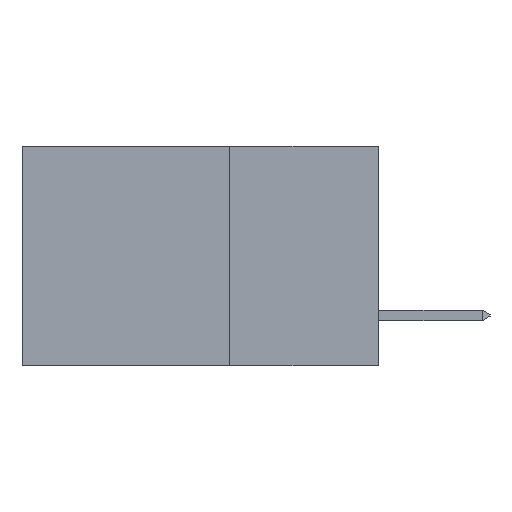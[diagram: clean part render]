
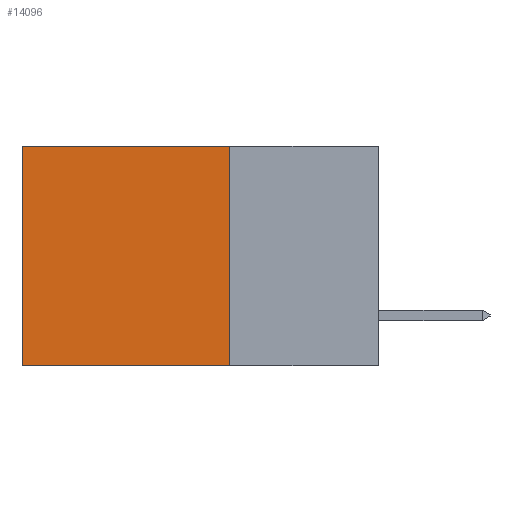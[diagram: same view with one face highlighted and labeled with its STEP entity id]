
A CAD part, left-side view. The second image highlights one B-rep face of the part: STEP entity #14096.
In plain terms, the highlighted planar face has unit normal (-1, 0, 0).
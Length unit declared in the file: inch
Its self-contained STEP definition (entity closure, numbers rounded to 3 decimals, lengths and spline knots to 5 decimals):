
#11 = VECTOR ( 'NONE', #10470, 39.37008 ) ;
#955 = VECTOR ( 'NONE', #7339, 39.37008 ) ;
#968 = ORIENTED_EDGE ( 'NONE', *, *, #14113, .F. ) ;
#1450 = EDGE_CURVE ( 'NONE', #14087, #2193, #4291, .T. ) ;
#1974 = CARTESIAN_POINT ( 'NONE',  ( 0.298, 0.25, 0. ) ) ;
#2193 = VERTEX_POINT ( 'NONE', #15729 ) ;
#2523 = CARTESIAN_POINT ( 'NONE',  ( 0.298, 0.25, 0. ) ) ;
#2971 = CARTESIAN_POINT ( 'NONE',  ( 0.298, 0.25, 0. ) ) ;
#2998 = DIRECTION ( 'NONE',  ( 0., 0., -1. ) ) ;
#3040 = CARTESIAN_POINT ( 'NONE',  ( 0.298, 0.25, -0.37 ) ) ;
#3437 = VECTOR ( 'NONE', #2998, 39.37008 ) ;
#3772 = EDGE_CURVE ( 'NONE', #14087, #7871, #7511, .T. ) ;
#4291 = LINE ( 'NONE', #2523, #955 ) ;
#4477 = DIRECTION ( 'NONE',  ( 0., 1., 0. ) ) ;
#4592 = AXIS2_PLACEMENT_3D ( 'NONE', #15808, #7254, #17248 ) ;
#5057 = EDGE_LOOP ( 'NONE', ( #11719, #968, #10151, #9124 ) ) ;
#5078 = VECTOR ( 'NONE', #4477, 39.37008 ) ;
#5517 = LINE ( 'NONE', #3040, #5078 ) ;
#5824 = PLANE ( 'NONE',  #4592 ) ;
#6768 = VERTEX_POINT ( 'NONE', #13031 ) ;
#7235 = CARTESIAN_POINT ( 'NONE',  ( 0.298, 0.6, 0. ) ) ;
#7254 = DIRECTION ( 'NONE',  ( 1., 0., 0. ) ) ;
#7339 = DIRECTION ( 'NONE',  ( 0., 1., 0. ) ) ;
#7511 = LINE ( 'NONE', #1974, #11 ) ;
#7871 = VERTEX_POINT ( 'NONE', #8282 ) ;
#8282 = CARTESIAN_POINT ( 'NONE',  ( 0.298, 0.25, -0.37 ) ) ;
#9053 = EDGE_CURVE ( 'NONE', #2193, #6768, #14806, .T. ) ;
#9124 = ORIENTED_EDGE ( 'NONE', *, *, #1450, .T. ) ;
#10151 = ORIENTED_EDGE ( 'NONE', *, *, #3772, .F. ) ;
#10470 = DIRECTION ( 'NONE',  ( 0., 0., -1. ) ) ;
#11719 = ORIENTED_EDGE ( 'NONE', *, *, #9053, .T. ) ;
#13031 = CARTESIAN_POINT ( 'NONE',  ( 0.298, 0.6, -0.37 ) ) ;
#13105 = FACE_OUTER_BOUND ( 'NONE', #5057, .T. ) ;
#14087 = VERTEX_POINT ( 'NONE', #2971 ) ;
#14096 = ADVANCED_FACE ( 'NONE', ( #13105 ), #5824, .F. ) ;
#14113 = EDGE_CURVE ( 'NONE', #7871, #6768, #5517, .T. ) ;
#14806 = LINE ( 'NONE', #7235, #3437 ) ;
#15729 = CARTESIAN_POINT ( 'NONE',  ( 0.298, 0.6, 0. ) ) ;
#15808 = CARTESIAN_POINT ( 'NONE',  ( 0.298, 0.25, 0. ) ) ;
#17248 = DIRECTION ( 'NONE',  ( 0., 0., -1. ) ) ;
